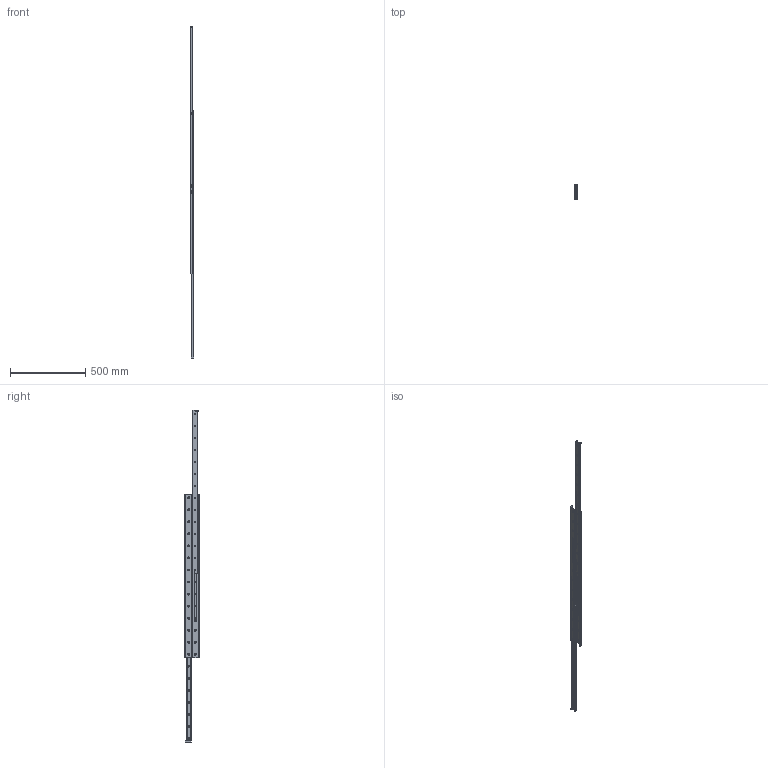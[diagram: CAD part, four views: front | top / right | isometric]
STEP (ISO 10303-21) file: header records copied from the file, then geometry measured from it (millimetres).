
FILE_DESCRIPTION((''),'2;1');
FILE_NAME('LCAS 35.E-1090.stp','2011-09-20T13:12:56',('MKoza'),(''),'Autodesk Inventor 2009','Autodesk Inventor 2009','');
FILE_SCHEMA(('AUTOMOTIVE_DESIGN { 1 0 10303 214 1 1 1 1 }'));
Length unit declared in the file: millimetre
Products named in the file (12): LCAS 35.E; ZP 35.S_1; LLMG 35; LCN 35; KF.LCA 35; + AP.L 35; DIN 7991 M6x12; Anschlagplatte 35; + SP.L 35; + AG.L 35-5; + VKB.L 35 5x10; + VKB.L 35 M5x4
Assembly tree (48 placements, depth 3):
  LCAS 35.E
    ZP 35.S_1
    LLMG 35  x2
    LCN 35  x2
    KF.LCA 35  x2
    + AP.L 35  x4
    DIN 7991 M6x12  x22
    Anschlagplatte 35  x4
      + SP.L 35
      + AG.L 35-5
    + VKB.L 35 5x10  x4
    + VKB.L 35 M5x4  x4
Bounding box: 22.5 x 97 x 2208 mm (x, y, z)
Volume: 1194859.3 mm3; surface area: 786450.8 mm2
Topology: 53 solids, 53 shells, 1127 faces, 2890 edges, 1887 vertices
Faces by surface type: plane 626, bspline 281, cylinder 148, cone 72
Full cylindrical faces by diameter (mm): 5 x8, 6 x22, 12 x22
Entity records: 13178 total; most frequent: CARTESIAN_POINT 4693, DIRECTION 1591, ORIENTED_EDGE 1484, EDGE_CURVE 742, EDGE_LOOP 676, AXIS2_PLACEMENT_3D 603, VERTEX_POINT 572, VECTOR 385
